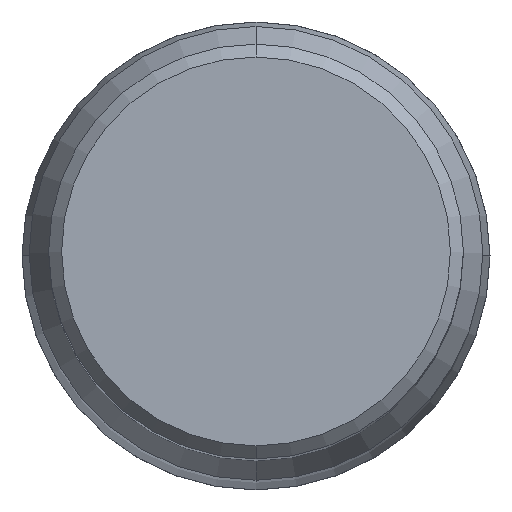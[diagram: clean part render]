
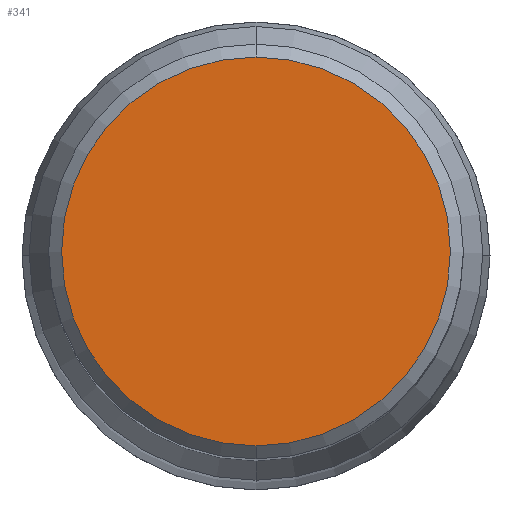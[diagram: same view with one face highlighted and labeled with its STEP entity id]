
A CAD part, top view. The second image highlights one B-rep face of the part: STEP entity #341.
In plain terms, the highlighted planar face has unit normal (0, 0, 1).
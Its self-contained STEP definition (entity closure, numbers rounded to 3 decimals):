
#321=EDGE_CURVE('',#607,#737,#821,.T.);
#341=ADVANCED_FACE('',(#842),#843,.T.);
#567=EDGE_CURVE('',#737,#607,#1088,.T.);
#607=VERTEX_POINT('',#1133);
#737=VERTEX_POINT('',#1276);
#821=CIRCLE('',#1372,15.0);
#842=FACE_OUTER_BOUND('',#1398,.T.);
#843=PLANE('',#1399);
#1088=CIRCLE('',#1880,15.0);
#1133=CARTESIAN_POINT('',(0.0,15.0,0.0));
#1276=CARTESIAN_POINT('',(0.,-15.0,0.0));
#1372=AXIS2_PLACEMENT_3D('',#2319,#2320,#2321);
#1398=EDGE_LOOP('',(#2341,#2342));
#1399=AXIS2_PLACEMENT_3D('',#2343,#2344,#2345);
#1880=AXIS2_PLACEMENT_3D('',#2641,#2642,#2643);
#2319=CARTESIAN_POINT('',(0.0,0.0,0.0));
#2320=DIRECTION('',(0.0,0.0,-1.0));
#2321=DIRECTION('',(0.0,1.0,0.0));
#2341=ORIENTED_EDGE('',*,*,#321,.F.);
#2342=ORIENTED_EDGE('',*,*,#567,.F.);
#2343=CARTESIAN_POINT('',(0.0,7.5,0.0));
#2344=DIRECTION('',(-0.0,0.0,1.0));
#2345=DIRECTION('',(0.0,-1.0,0.0));
#2641=CARTESIAN_POINT('',(0.0,0.0,0.0));
#2642=DIRECTION('',(0.0,0.0,-1.0));
#2643=DIRECTION('',(0.0,1.0,0.0));
